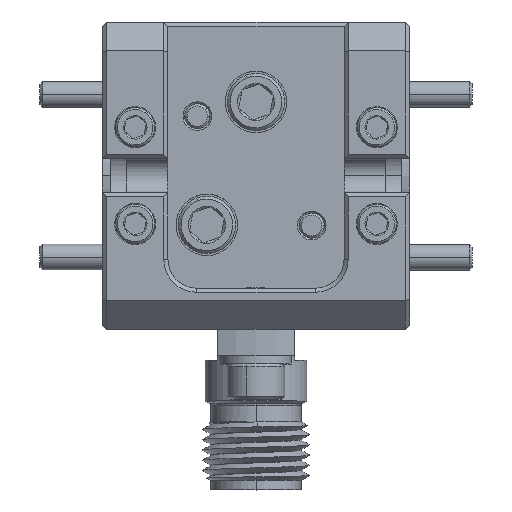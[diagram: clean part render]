
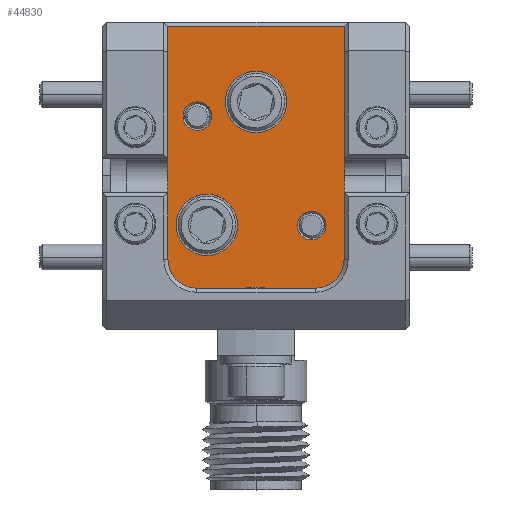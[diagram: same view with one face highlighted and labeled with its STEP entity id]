
A CAD part, top view. The second image highlights one B-rep face of the part: STEP entity #44830.
In plain terms, the highlighted planar face has unit normal (0, 0, 1).
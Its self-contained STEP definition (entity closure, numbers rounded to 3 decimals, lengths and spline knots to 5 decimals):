
#28 = EDGE_CURVE ( 'NONE', #17734, #9812, #2076, .T. ) ;
#34 = EDGE_LOOP ( 'NONE', ( #48287, #18473 ) ) ;
#755 = AXIS2_PLACEMENT_3D ( 'NONE', #43068, #33716, #12407 ) ;
#1367 = CIRCLE ( 'NONE', #19725, 0.035 ) ;
#1551 = DIRECTION ( 'NONE',  ( 1., 0., 0. ) ) ;
#1561 = DIRECTION ( 'NONE',  ( 0., -1., 0. ) ) ;
#1773 = EDGE_LOOP ( 'NONE', ( #55052, #25812 ) ) ;
#2076 = CIRCLE ( 'NONE', #13038, 0.07 ) ;
#2170 = EDGE_CURVE ( 'NONE', #32845, #40027, #26974, .T. ) ;
#2476 = FACE_BOUND ( 'NONE', #34, .T. ) ;
#2799 = CARTESIAN_POINT ( 'NONE',  ( -2.29343, 0.22615, 1.2213 ) ) ;
#3093 = DIRECTION ( 'NONE',  ( 1., 0., 0. ) ) ;
#4034 = CIRCLE ( 'NONE', #40641, 0.075 ) ;
#4187 = CARTESIAN_POINT ( 'NONE',  ( -1.90021, 0.45577, 1.2213 ) ) ;
#4314 = EDGE_CURVE ( 'NONE', #9812, #10488, #48024, .T. ) ;
#4838 = VERTEX_POINT ( 'NONE', #33473 ) ;
#5714 = EDGE_LOOP ( 'NONE', ( #20934, #36536 ) ) ;
#6257 = CARTESIAN_POINT ( 'NONE',  ( -2.11521, 0.26077, 1.2213 ) ) ;
#6411 = DIRECTION ( 'NONE',  ( 0., 0., 1. ) ) ;
#6985 = CARTESIAN_POINT ( 'NONE',  ( -1.97021, -0.12423, 1.2213 ) ) ;
#7664 = LINE ( 'NONE', #25199, #31668 ) ;
#8184 = DIRECTION ( 'NONE',  ( 0., 1., 0. ) ) ;
#8271 = VERTEX_POINT ( 'NONE', #30326 ) ;
#9812 = VERTEX_POINT ( 'NONE', #43330 ) ;
#10070 = ORIENTED_EDGE ( 'NONE', *, *, #28, .T. ) ;
#10474 = FACE_BOUND ( 'NONE', #5714, .T. ) ;
#10488 = VERTEX_POINT ( 'NONE', #26323 ) ;
#10568 = AXIS2_PLACEMENT_3D ( 'NONE', #28037, #54615, #50606 ) ;
#10881 = VERTEX_POINT ( 'NONE', #46063 ) ;
#10987 = CARTESIAN_POINT ( 'NONE',  ( -2.25843, 0.22615, 1.2213 ) ) ;
#11461 = CARTESIAN_POINT ( 'NONE',  ( -2.33021, -0.12423, 1.2213 ) ) ;
#12021 = LINE ( 'NONE', #25513, #20177 ) ;
#12407 = DIRECTION ( 'NONE',  ( 0., -1., 0. ) ) ;
#13038 = AXIS2_PLACEMENT_3D ( 'NONE', #6985, #50275, #1561 ) ;
#13640 = DIRECTION ( 'NONE',  ( 0., 0., 1. ) ) ;
#14099 = DIRECTION ( 'NONE',  ( 0., -1., 0. ) ) ;
#14403 = EDGE_CURVE ( 'NONE', #28585, #54834, #55236, .T. ) ;
#15430 = VERTEX_POINT ( 'NONE', #47048 ) ;
#16938 = CARTESIAN_POINT ( 'NONE',  ( -1.97021, -0.19423, 1.2213 ) ) ;
#17734 = VERTEX_POINT ( 'NONE', #36240 ) ;
#17780 = AXIS2_PLACEMENT_3D ( 'NONE', #27224, #41754, #32955 ) ;
#18319 = CARTESIAN_POINT ( 'NONE',  ( -2.11521, 0.18577, 1.2213 ) ) ;
#18473 = ORIENTED_EDGE ( 'NONE', *, *, #39792, .F. ) ;
#18711 = EDGE_CURVE ( 'NONE', #10881, #8271, #52461, .T. ) ;
#18735 = ORIENTED_EDGE ( 'NONE', *, *, #50665, .F. ) ;
#19692 = EDGE_LOOP ( 'NONE', ( #18735, #51392 ) ) ;
#19725 = AXIS2_PLACEMENT_3D ( 'NONE', #10987, #6411, #1551 ) ;
#19956 = FACE_OUTER_BOUND ( 'NONE', #23218, .T. ) ;
#20177 = VECTOR ( 'NONE', #43232, 39.37008 ) ;
#20911 = EDGE_CURVE ( 'NONE', #54834, #28585, #1367, .T. ) ;
#20934 = ORIENTED_EDGE ( 'NONE', *, *, #44691, .F. ) ;
#21724 = CARTESIAN_POINT ( 'NONE',  ( -2.26021, -0.19423, 1.2213 ) ) ;
#22746 = CARTESIAN_POINT ( 'NONE',  ( -1.97915, -0.04105, 1.2213 ) ) ;
#23218 = EDGE_LOOP ( 'NONE', ( #26030, #38815, #54756, #33938, #28264, #10070 ) ) ;
#23253 = AXIS2_PLACEMENT_3D ( 'NONE', #22746, #27087, #40214 ) ;
#23775 = DIRECTION ( 'NONE',  ( 0., 0., 1. ) ) ;
#23985 = FACE_BOUND ( 'NONE', #1773, .T. ) ;
#25199 = CARTESIAN_POINT ( 'NONE',  ( -2.33021, 0.44577, 1.2213 ) ) ;
#25513 = CARTESIAN_POINT ( 'NONE',  ( -2.33021, -0.12423, 1.2213 ) ) ;
#25812 = ORIENTED_EDGE ( 'NONE', *, *, #14403, .F. ) ;
#25830 = EDGE_CURVE ( 'NONE', #40027, #17734, #30425, .T. ) ;
#26030 = ORIENTED_EDGE ( 'NONE', *, *, #4314, .T. ) ;
#26323 = CARTESIAN_POINT ( 'NONE',  ( -1.90021, 0.44577, 1.2213 ) ) ;
#26974 = CIRCLE ( 'NONE', #17780, 0.07 ) ;
#27020 = VERTEX_POINT ( 'NONE', #45422 ) ;
#27087 = DIRECTION ( 'NONE',  ( 0., 0., 1. ) ) ;
#27224 = CARTESIAN_POINT ( 'NONE',  ( -2.26021, -0.12423, 1.2213 ) ) ;
#28037 = CARTESIAN_POINT ( 'NONE',  ( -1.97021, -0.12423, 1.2213 ) ) ;
#28264 = ORIENTED_EDGE ( 'NONE', *, *, #25830, .T. ) ;
#28585 = VERTEX_POINT ( 'NONE', #2799 ) ;
#28604 = FACE_BOUND ( 'NONE', #19692, .T. ) ;
#29437 = EDGE_CURVE ( 'NONE', #27020, #32845, #12021, .T. ) ;
#30326 = CARTESIAN_POINT ( 'NONE',  ( -1.94415, -0.04105, 1.2213 ) ) ;
#30425 = LINE ( 'NONE', #16938, #35625 ) ;
#30590 = AXIS2_PLACEMENT_3D ( 'NONE', #33547, #50947, #3093 ) ;
#30805 = AXIS2_PLACEMENT_3D ( 'NONE', #40032, #13640, #36057 ) ;
#31668 = VECTOR ( 'NONE', #38382, 39.37008 ) ;
#32845 = VERTEX_POINT ( 'NONE', #11461 ) ;
#32955 = DIRECTION ( 'NONE',  ( 0., -1., 0. ) ) ;
#33473 = CARTESIAN_POINT ( 'NONE',  ( -2.11521, 0.33577, 1.2213 ) ) ;
#33546 = VECTOR ( 'NONE', #8184, 39.37008 ) ;
#33547 = CARTESIAN_POINT ( 'NONE',  ( -2.25843, 0.22615, 1.2213 ) ) ;
#33716 = DIRECTION ( 'NONE',  ( 0., 0., 1. ) ) ;
#33938 = ORIENTED_EDGE ( 'NONE', *, *, #2170, .T. ) ;
#34946 = EDGE_CURVE ( 'NONE', #55981, #15430, #43756, .T. ) ;
#35377 = CARTESIAN_POINT ( 'NONE',  ( -2.22343, 0.22615, 1.2213 ) ) ;
#35625 = VECTOR ( 'NONE', #47845, 39.37008 ) ;
#35895 = EDGE_CURVE ( 'NONE', #51370, #4838, #38682, .T. ) ;
#36057 = DIRECTION ( 'NONE',  ( 1., 0., 0. ) ) ;
#36240 = CARTESIAN_POINT ( 'NONE',  ( -1.97021, -0.19423, 1.2213 ) ) ;
#36536 = ORIENTED_EDGE ( 'NONE', *, *, #18711, .F. ) ;
#38382 = DIRECTION ( 'NONE',  ( -1., 0., 0. ) ) ;
#38682 = CIRCLE ( 'NONE', #45976, 0.075 ) ;
#38815 = ORIENTED_EDGE ( 'NONE', *, *, #44195, .T. ) ;
#39737 = DIRECTION ( 'NONE',  ( 0., -1., 0. ) ) ;
#39792 = EDGE_CURVE ( 'NONE', #4838, #51370, #4034, .T. ) ;
#39943 = CARTESIAN_POINT ( 'NONE',  ( -2.11521, 0.26077, 1.2213 ) ) ;
#40027 = VERTEX_POINT ( 'NONE', #21724 ) ;
#40032 = CARTESIAN_POINT ( 'NONE',  ( -1.97915, -0.04105, 1.2213 ) ) ;
#40117 = AXIS2_PLACEMENT_3D ( 'NONE', #48586, #53448, #39737 ) ;
#40214 = DIRECTION ( 'NONE',  ( 1., 0., 0. ) ) ;
#40641 = AXIS2_PLACEMENT_3D ( 'NONE', #6257, #23775, #41225 ) ;
#41225 = DIRECTION ( 'NONE',  ( 0., -1., 0. ) ) ;
#41754 = DIRECTION ( 'NONE',  ( 0., 0., 1. ) ) ;
#43068 = CARTESIAN_POINT ( 'NONE',  ( -2.23521, -0.03923, 1.2213 ) ) ;
#43232 = DIRECTION ( 'NONE',  ( 0., -1., 0. ) ) ;
#43330 = CARTESIAN_POINT ( 'NONE',  ( -1.90021, -0.12423, 1.2213 ) ) ;
#43756 = CIRCLE ( 'NONE', #755, 0.075 ) ;
#44195 = EDGE_CURVE ( 'NONE', #10488, #27020, #7664, .T. ) ;
#44691 = EDGE_CURVE ( 'NONE', #8271, #10881, #56337, .T. ) ;
#44830 = ADVANCED_FACE ( 'NONE', ( #10474, #23985, #2476, #28604, #19956 ), #54891, .T. ) ;
#45422 = CARTESIAN_POINT ( 'NONE',  ( -2.33021, 0.44577, 1.2213 ) ) ;
#45976 = AXIS2_PLACEMENT_3D ( 'NONE', #39943, #48512, #14099 ) ;
#46063 = CARTESIAN_POINT ( 'NONE',  ( -2.01415, -0.04105, 1.2213 ) ) ;
#47048 = CARTESIAN_POINT ( 'NONE',  ( -2.23521, -0.11423, 1.2213 ) ) ;
#47080 = CARTESIAN_POINT ( 'NONE',  ( -2.23521, 0.03577, 1.2213 ) ) ;
#47845 = DIRECTION ( 'NONE',  ( 1., 0., 0. ) ) ;
#48024 = LINE ( 'NONE', #4187, #33546 ) ;
#48287 = ORIENTED_EDGE ( 'NONE', *, *, #35895, .F. ) ;
#48512 = DIRECTION ( 'NONE',  ( 0., 0., 1. ) ) ;
#48586 = CARTESIAN_POINT ( 'NONE',  ( -2.23521, -0.03923, 1.2213 ) ) ;
#50275 = DIRECTION ( 'NONE',  ( 0., 0., 1. ) ) ;
#50606 = DIRECTION ( 'NONE',  ( 0., -1., 0. ) ) ;
#50665 = EDGE_CURVE ( 'NONE', #15430, #55981, #53833, .T. ) ;
#50947 = DIRECTION ( 'NONE',  ( 0., 0., 1. ) ) ;
#51370 = VERTEX_POINT ( 'NONE', #18319 ) ;
#51392 = ORIENTED_EDGE ( 'NONE', *, *, #34946, .F. ) ;
#52461 = CIRCLE ( 'NONE', #23253, 0.035 ) ;
#53448 = DIRECTION ( 'NONE',  ( 0., 0., 1. ) ) ;
#53833 = CIRCLE ( 'NONE', #40117, 0.075 ) ;
#54615 = DIRECTION ( 'NONE',  ( 0., 0., 1. ) ) ;
#54756 = ORIENTED_EDGE ( 'NONE', *, *, #29437, .T. ) ;
#54834 = VERTEX_POINT ( 'NONE', #35377 ) ;
#54891 = PLANE ( 'NONE',  #10568 ) ;
#55052 = ORIENTED_EDGE ( 'NONE', *, *, #20911, .F. ) ;
#55236 = CIRCLE ( 'NONE', #30590, 0.035 ) ;
#55981 = VERTEX_POINT ( 'NONE', #47080 ) ;
#56337 = CIRCLE ( 'NONE', #30805, 0.035 ) ;
